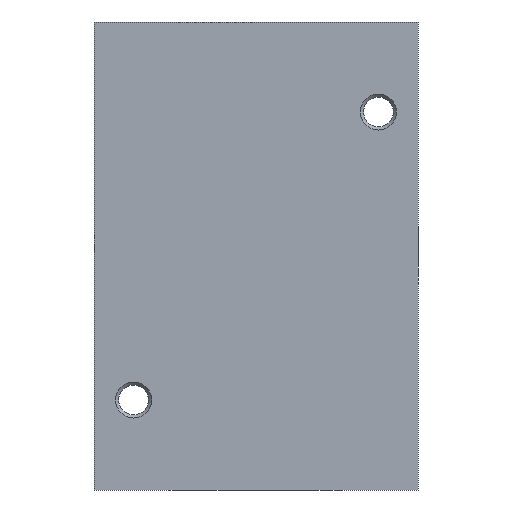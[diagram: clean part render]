
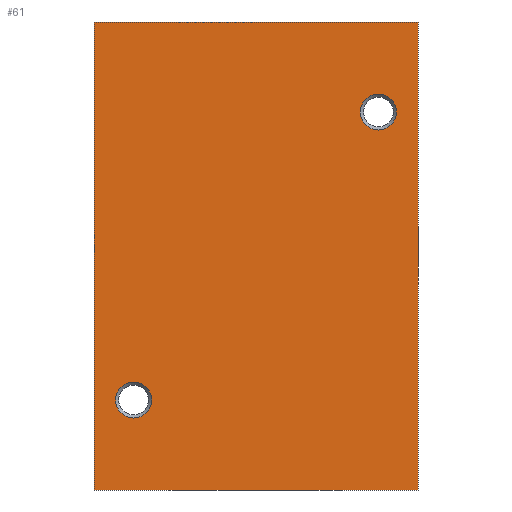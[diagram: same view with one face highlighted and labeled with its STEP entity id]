
A CAD part, front view. The second image highlights one B-rep face of the part: STEP entity #61.
In plain terms, the highlighted planar face has unit normal (0, -1, 0).
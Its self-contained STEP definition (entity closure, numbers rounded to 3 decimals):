
#61 = ADVANCED_FACE( '', ( #135, #136, #137 ), #138, .F. );
#135 = FACE_BOUND( '', #218, .T. );
#136 = FACE_BOUND( '', #219, .T. );
#137 = FACE_OUTER_BOUND( '', #220, .T. );
#138 = PLANE( '', #221 );
#218 = EDGE_LOOP( '', ( #319 ) );
#219 = EDGE_LOOP( '', ( #320 ) );
#220 = EDGE_LOOP( '', ( #321, #322, #323, #324 ) );
#221 = AXIS2_PLACEMENT_3D( '', #325, #326, #327 );
#319 = ORIENTED_EDGE( '', *, *, #424, .F. );
#320 = ORIENTED_EDGE( '', *, *, #406, .F. );
#321 = ORIENTED_EDGE( '', *, *, #431, .T. );
#322 = ORIENTED_EDGE( '', *, *, #432, .F. );
#323 = ORIENTED_EDGE( '', *, *, #433, .F. );
#324 = ORIENTED_EDGE( '', *, *, #434, .T. );
#325 = CARTESIAN_POINT( '', ( -22.5, 0., 65. ) );
#326 = DIRECTION( '', ( 0., 1., 0. ) );
#327 = DIRECTION( '', ( 0., 0., 1. ) );
#406 = EDGE_CURVE( '', #462, #462, #463, .T. );
#424 = EDGE_CURVE( '', #493, #493, #494, .T. );
#431 = EDGE_CURVE( '', #505, #506, #507, .T. );
#432 = EDGE_CURVE( '', #508, #506, #509, .T. );
#433 = EDGE_CURVE( '', #510, #508, #511, .T. );
#434 = EDGE_CURVE( '', #510, #505, #512, .T. );
#462 = VERTEX_POINT( '', #541 );
#463 = CIRCLE( '', #542, 2.5 );
#493 = VERTEX_POINT( '', #580 );
#494 = CIRCLE( '', #581, 2.5 );
#505 = VERTEX_POINT( '', #655 );
#506 = VERTEX_POINT( '', #656 );
#507 = LINE( '', #657, #658 );
#508 = VERTEX_POINT( '', #659 );
#509 = LINE( '', #660, #661 );
#510 = VERTEX_POINT( '', #662 );
#511 = LINE( '', #663, #664 );
#512 = LINE( '', #665, #666 );
#541 = CARTESIAN_POINT( '', ( 17., 0., 50. ) );
#542 = AXIS2_PLACEMENT_3D( '', #702, #703, #704 );
#580 = CARTESIAN_POINT( '', ( -17., 0., 10. ) );
#581 = AXIS2_PLACEMENT_3D( '', #725, #726, #727 );
#655 = CARTESIAN_POINT( '', ( -22.5, 0., 0. ) );
#656 = CARTESIAN_POINT( '', ( 22.5, 0., 0. ) );
#657 = CARTESIAN_POINT( '', ( -22.5, 0., 0. ) );
#658 = VECTOR( '', #737, 1000. );
#659 = CARTESIAN_POINT( '', ( 22.5, 0., 65. ) );
#660 = CARTESIAN_POINT( '', ( 22.5, 0., 65. ) );
#661 = VECTOR( '', #738, 1000. );
#662 = CARTESIAN_POINT( '', ( -22.5, 0., 65. ) );
#663 = CARTESIAN_POINT( '', ( -22.5, 0., 65. ) );
#664 = VECTOR( '', #739, 1000. );
#665 = CARTESIAN_POINT( '', ( -22.5, 0., 65. ) );
#666 = VECTOR( '', #740, 1000. );
#702 = CARTESIAN_POINT( '', ( 17., 0., 52.5 ) );
#703 = DIRECTION( '', ( 0., -1., 0. ) );
#704 = DIRECTION( '', ( 0., 0., -1. ) );
#725 = CARTESIAN_POINT( '', ( -17., 0., 12.5 ) );
#726 = DIRECTION( '', ( 0., -1., 0. ) );
#727 = DIRECTION( '', ( 0., 0., -1. ) );
#737 = DIRECTION( '', ( 1., 0., 0. ) );
#738 = DIRECTION( '', ( 0., 0., -1. ) );
#739 = DIRECTION( '', ( 1., 0., 0. ) );
#740 = DIRECTION( '', ( 0., 0., -1. ) );
